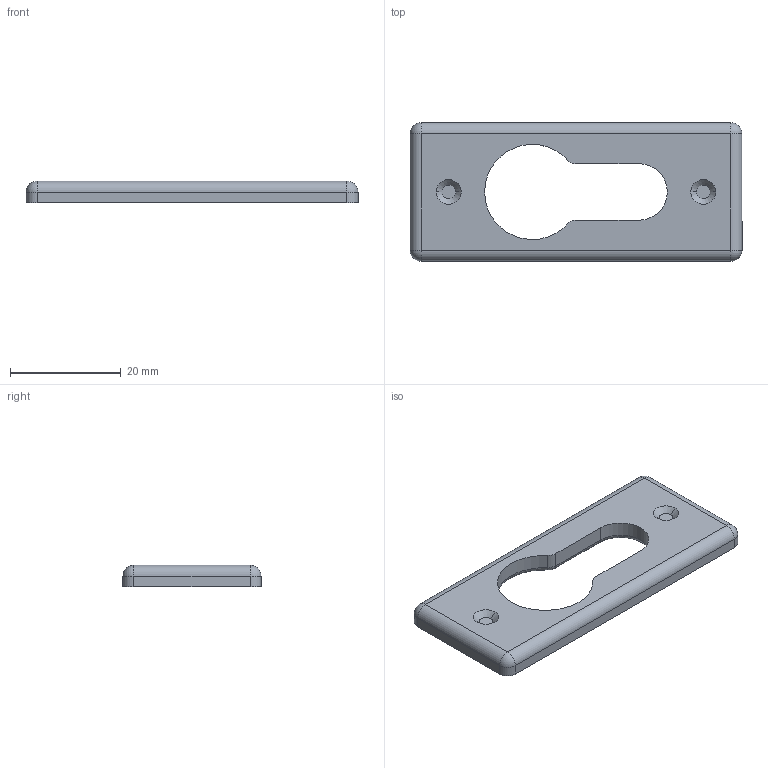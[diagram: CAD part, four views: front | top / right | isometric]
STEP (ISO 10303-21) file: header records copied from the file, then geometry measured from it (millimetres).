
FILE_DESCRIPTION (( 'STEP AP203' ), '1' );
FILE_NAME ('6823.STEP', '2023-01-30T10:46:48', ( '' ), ( '' ), 'SwSTEP 2.0', 'SolidWorks 2022', '' );
FILE_SCHEMA (( 'CONFIG_CONTROL_DESIGN' ));
Length unit declared in the file: millimetre
Products named in the file (1): 6823
Bounding box: 60 x 25 x 3.9 mm (x, y, z)
Volume: 3054.8 mm3; surface area: 3513.2 mm2
Topology: 1 solids, 1 shells, 168 faces, 429 edges, 277 vertices
Faces by surface type: plane 60, bspline 54, cylinder 41, torus 5, cone 4, sphere 4
Entity records: 8276 total; most frequent: CARTESIAN_POINT 4421, ORIENTED_EDGE 850, DIRECTION 653, EDGE_CURVE 425, VERTEX_POINT 277, AXIS2_PLACEMENT_3D 221, LINE 211, VECTOR 211
